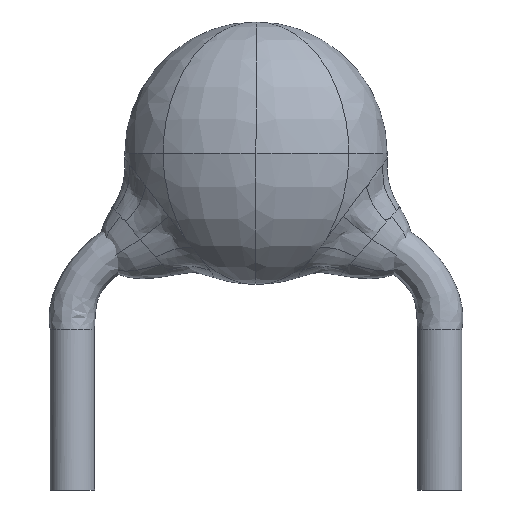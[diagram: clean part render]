
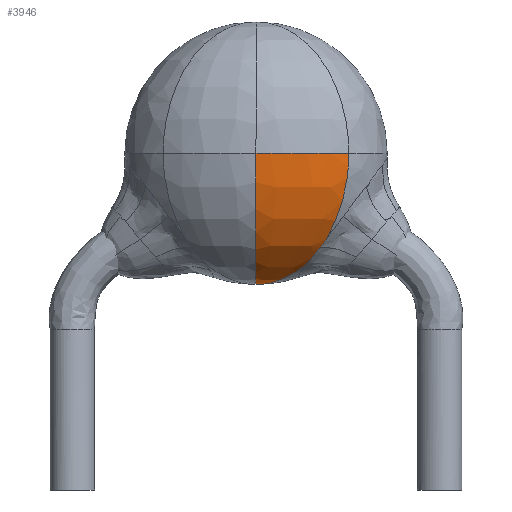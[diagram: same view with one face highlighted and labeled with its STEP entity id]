
A CAD part, front view. The second image highlights one B-rep face of the part: STEP entity #3946.
In plain terms, the highlighted free-form (B-spline) face has degree [6, 5] with [7, 6] control points.
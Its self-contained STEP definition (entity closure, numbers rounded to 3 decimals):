
#1632 = VERTEX_POINT('',#1633);
#1633 = CARTESIAN_POINT('',(0.,0.,
    0.404));
#3762 = VERTEX_POINT('',#3763);
#3763 = CARTESIAN_POINT('',(0.,-0.672,
    1.3));
#3824 = EDGE_CURVE('',#3825,#3762,#3827,.T.);
#3825 = VERTEX_POINT('',#3826);
#3826 = CARTESIAN_POINT('',(0.634,-0.475,1.3
    ));
#3827 = ELLIPSE('',#3828,0.896,0.672);
#3828 = AXIS2_PLACEMENT_3D('',#3829,#3830,#3831);
#3829 = CARTESIAN_POINT('',(0.,0.,
    1.3));
#3830 = DIRECTION('',(0.,0.,-1.));
#3831 = DIRECTION('',(1.,0.,0.));
#3946 = ADVANCED_FACE('',(#3947),#3991,.T.);
#3947 = FACE_BOUND('',#3948,.T.);
#3948 = EDGE_LOOP('',(#3949,#3956,#3965,#3974,#3983,#3990));
#3949 = ORIENTED_EDGE('',*,*,#3950,.T.);
#3950 = EDGE_CURVE('',#3762,#1632,#3951,.T.);
#3951 = ELLIPSE('',#3952,0.896,0.672);
#3952 = AXIS2_PLACEMENT_3D('',#3953,#3954,#3955);
#3953 = CARTESIAN_POINT('',(0.,0.,
    1.3));
#3954 = DIRECTION('',(1.,0.,0.));
#3955 = DIRECTION('',(0.,0.,1.));
#3956 = ORIENTED_EDGE('',*,*,#3957,.T.);
#3957 = EDGE_CURVE('',#1632,#3958,#3960,.T.);
#3958 = VERTEX_POINT('',#3959);
#3959 = CARTESIAN_POINT('',(0.38,-0.285,
    0.583));
#3960 = ELLIPSE('',#3961,0.896,0.792);
#3961 = AXIS2_PLACEMENT_3D('',#3962,#3963,#3964);
#3962 = CARTESIAN_POINT('',(0.,0.,
    1.3));
#3963 = DIRECTION('',(-0.6,-0.8,0.));
#3964 = DIRECTION('',(0.,0.,
    -1.));
#3965 = ORIENTED_EDGE('',*,*,#3966,.T.);
#3966 = EDGE_CURVE('',#3958,#3967,#3969,.T.);
#3967 = VERTEX_POINT('',#3968);
#3968 = CARTESIAN_POINT('',(0.438,-0.336,
    0.659));
#3969 = ELLIPSE('',#3970,0.477,0.346);
#3970 = AXIS2_PLACEMENT_3D('',#3971,#3972,#3973);
#3971 = CARTESIAN_POINT('',(0.569,-0.036,
    0.833));
#3972 = DIRECTION('',(-0.797,-0.003,
    0.604));
#3973 = DIRECTION('',(0.602,-0.08,0.794
    ));
#3974 = ORIENTED_EDGE('',*,*,#3975,.T.);
#3975 = EDGE_CURVE('',#3967,#3976,#3978,.T.);
#3976 = VERTEX_POINT('',#3977);
#3977 = CARTESIAN_POINT('',(0.478,-0.359,0.712
    ));
#3978 = ELLIPSE('',#3979,0.55,0.426);
#3979 = AXIS2_PLACEMENT_3D('',#3980,#3981,#3982);
#3980 = CARTESIAN_POINT('',(0.602,0.044,
    0.878));
#3981 = DIRECTION('',(-0.797,-0.004,0.604
    ));
#3982 = DIRECTION('',(0.601,0.089,0.794)
  );
#3983 = ORIENTED_EDGE('',*,*,#3984,.T.);
#3984 = EDGE_CURVE('',#3976,#3825,#3985,.T.);
#3985 = ELLIPSE('',#3986,0.896,0.792);
#3986 = AXIS2_PLACEMENT_3D('',#3987,#3988,#3989);
#3987 = CARTESIAN_POINT('',(0.,0.,
    1.3));
#3988 = DIRECTION('',(-0.6,-0.8,0.));
#3989 = DIRECTION('',(0.,0.,
    -1.));
#3990 = ORIENTED_EDGE('',*,*,#3824,.T.);
#3991 = B_SPLINE_SURFACE_WITH_KNOTS('',6,5,(
    (#3992,#3993,#3994,#3995,#3996,#3997)
    ,(#3998,#3999,#4000,#4001,#4002,#4003)
    ,(#4004,#4005,#4006,#4007,#4008,#4009)
    ,(#4010,#4011,#4012,#4013,#4014,#4015)
    ,(#4016,#4017,#4018,#4019,#4020,#4021)
    ,(#4022,#4023,#4024,#4025,#4026,#4027)
    ,(#4028,#4029,#4030,#4031,#4032,#4033
    )),.UNSPECIFIED.,.F.,.F.,.F.,(7,7),(6,6),(0.,1.),(0.,
    1.016),.PIECEWISE_BEZIER_KNOTS.);
#3992 = CARTESIAN_POINT('',(0.,-0.672,
    1.3));
#3993 = CARTESIAN_POINT('',(0.145,-0.672,
    1.3));
#3994 = CARTESIAN_POINT('',(0.287,-0.65,
    1.3));
#3995 = CARTESIAN_POINT('',(0.42,-0.608,
    1.3));
#3996 = CARTESIAN_POINT('',(0.54,-0.547,
    1.3));
#3997 = CARTESIAN_POINT('',(0.641,-0.469,
    1.3));
#3998 = CARTESIAN_POINT('',(0.,-0.672,
    1.063));
#3999 = CARTESIAN_POINT('',(0.145,-0.672,
    1.063));
#4000 = CARTESIAN_POINT('',(0.287,-0.65,
    1.063));
#4001 = CARTESIAN_POINT('',(0.42,-0.608,
    1.063));
#4002 = CARTESIAN_POINT('',(0.54,-0.547,
    1.063));
#4003 = CARTESIAN_POINT('',(0.641,-0.469,
    1.063));
#4004 = CARTESIAN_POINT('',(0.,-0.616,
    0.829));
#4005 = CARTESIAN_POINT('',(0.132,-0.616,
    0.829));
#4006 = CARTESIAN_POINT('',(0.263,-0.596,
    0.829));
#4007 = CARTESIAN_POINT('',(0.385,-0.557,0.829
    ));
#4008 = CARTESIAN_POINT('',(0.495,-0.501,
    0.829));
#4009 = CARTESIAN_POINT('',(0.588,-0.43,
    0.829));
#4010 = CARTESIAN_POINT('',(0.,-0.506,
    0.626));
#4011 = CARTESIAN_POINT('',(0.109,-0.506,0.626
    ));
#4012 = CARTESIAN_POINT('',(0.216,-0.489,0.626
    ));
#4013 = CARTESIAN_POINT('',(0.316,-0.457,0.626
    ));
#4014 = CARTESIAN_POINT('',(0.406,-0.411,0.626
    ));
#4015 = CARTESIAN_POINT('',(0.482,-0.353,0.626
    ));
#4016 = CARTESIAN_POINT('',(0.,-0.353,
    0.479));
#4017 = CARTESIAN_POINT('',(0.076,-0.353,
    0.479));
#4018 = CARTESIAN_POINT('',(0.151,-0.342,
    0.479));
#4019 = CARTESIAN_POINT('',(0.221,-0.319,0.479
    ));
#4020 = CARTESIAN_POINT('',(0.284,-0.287,
    0.479));
#4021 = CARTESIAN_POINT('',(0.337,-0.247,
    0.479));
#4022 = CARTESIAN_POINT('',(0.,-0.177,
    0.404));
#4023 = CARTESIAN_POINT('',(0.038,-0.177,
    0.404));
#4024 = CARTESIAN_POINT('',(0.076,-0.172,
    0.404));
#4025 = CARTESIAN_POINT('',(0.111,-0.161,
    0.404));
#4026 = CARTESIAN_POINT('',(0.143,-0.144,
    0.404));
#4027 = CARTESIAN_POINT('',(0.169,-0.124,0.404
    ));
#4028 = CARTESIAN_POINT('',(0.,0.,
    0.404));
#4029 = CARTESIAN_POINT('',(0.,0.,
    0.404));
#4030 = CARTESIAN_POINT('',(0.,0.,
    0.404));
#4031 = CARTESIAN_POINT('',(0.,0.,
    0.404));
#4032 = CARTESIAN_POINT('',(0.,0.,
    0.404));
#4033 = CARTESIAN_POINT('',(0.,0.,
    0.404));
